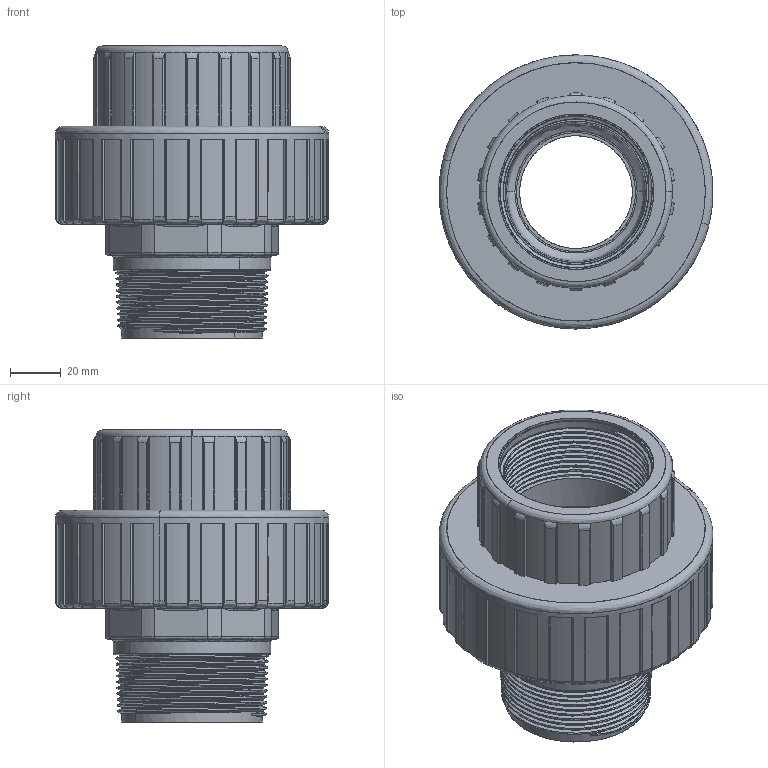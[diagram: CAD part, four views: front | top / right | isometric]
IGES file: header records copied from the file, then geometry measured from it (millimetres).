
Start section: SolidWorks IGES file using NURBS representation for surfaces
Global section: file name: 01 01 1207 200.IGS; native system: SolidWorks 2020; preprocessor: SolidWorks 2020; author: FRodrigues; date: 210422.070329; units: millimetre
Bounding box: 107.59 x 107.59 x 114.69 mm (x, y, z)
Surface area: 68396.4 mm2 (no closed solid volume)
Topology: 0 solids, 0 shells, 633 faces, 11863 edges, 11862 vertices
Faces by surface type: bspline 633
